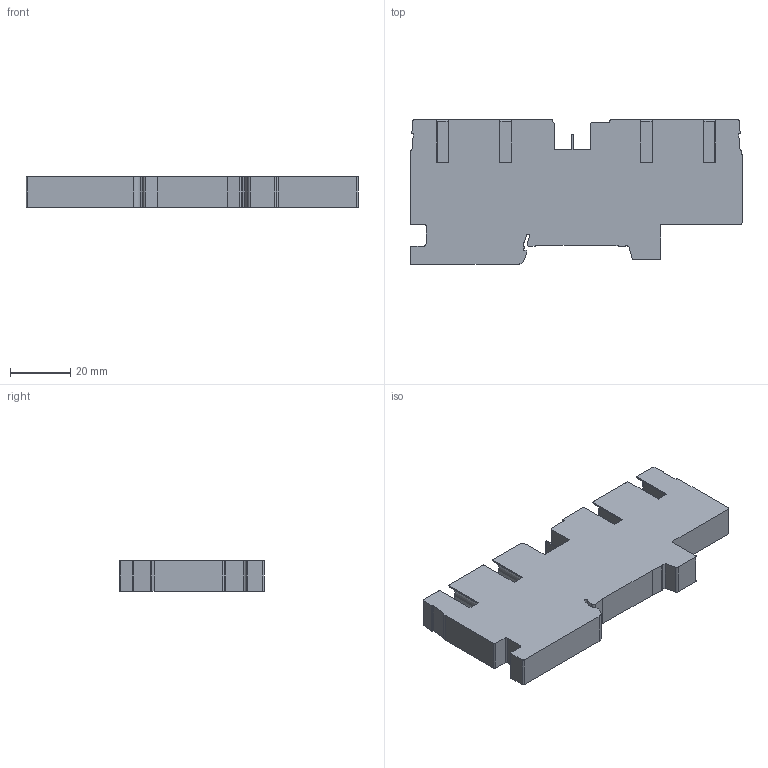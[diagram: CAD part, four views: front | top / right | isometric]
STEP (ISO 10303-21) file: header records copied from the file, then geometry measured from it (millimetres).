
FILE_DESCRIPTION((''),'2;1');
FILE_NAME('PRK10_4A','2019-10-18T',('Christian Carl'),(''),'CREO PARAMETRIC BY PTC INC, 2016380','CREO PARAMETRIC BY PTC INC, 2016380','');
FILE_SCHEMA(('CONFIG_CONTROL_DESIGN'));
Length unit declared in the file: millimetre
Products named in the file (1): PRK10_4A
Bounding box: 110 x 48 x 10.1 mm (x, y, z)
Volume: 36059 mm3; surface area: 17307.5 mm2
Topology: 1 solids, 1 shells, 326 faces, 919 edges, 604 vertices
Faces by surface type: plane 192, cylinder 98, cone 36
Entity records: 10601 total; most frequent: CARTESIAN_POINT 1909, ORIENTED_EDGE 1838, DIRECTION 1815, EDGE_CURVE 919, VECTOR 643, LINE 643, VERTEX_POINT 604, AXIS2_PLACEMENT_3D 586
